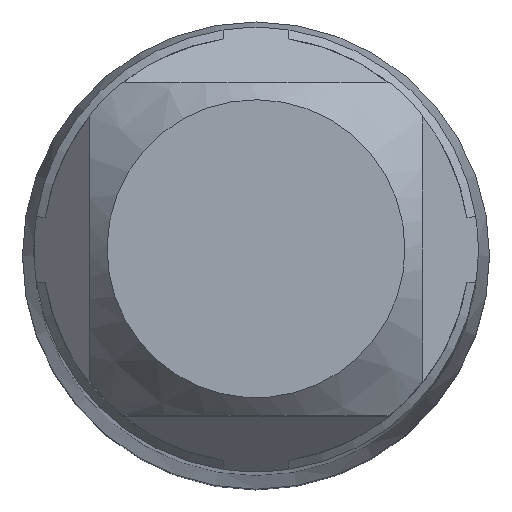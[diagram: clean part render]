
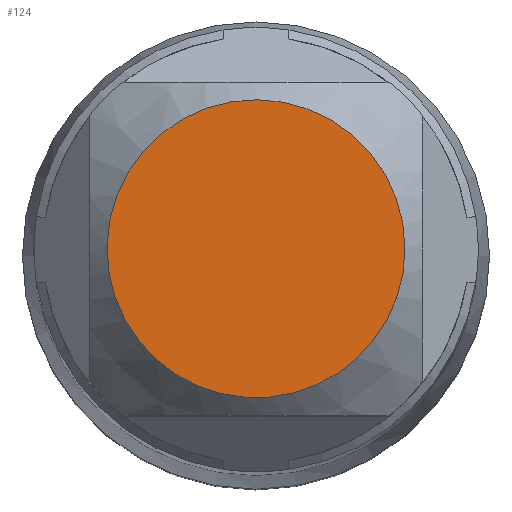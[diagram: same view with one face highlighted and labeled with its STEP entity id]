
A CAD part, top view. The second image highlights one B-rep face of the part: STEP entity #124.
In plain terms, the highlighted planar face has unit normal (0, 0, 1).
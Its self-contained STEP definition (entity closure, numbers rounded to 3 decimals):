
#42=PLANE('',#563);
#64=FACE_OUTER_BOUND('',#200,.T.);
#124=ADVANCED_FACE('',(#64),#42,.F.);
#200=EDGE_LOOP('',(#286));
#286=ORIENTED_EDGE('',*,*,#388,.T.);
#345=VERTEX_POINT('',#778);
#388=EDGE_CURVE('',#345,#345,#443,.T.);
#443=CIRCLE('',#527,3.245);
#527=AXIS2_PLACEMENT_3D('',#777,#610,#611);
#563=AXIS2_PLACEMENT_3D('',#907,#690,#691);
#610=DIRECTION('',(0.,0.,1.));
#611=DIRECTION('',(1.,0.,0.));
#690=DIRECTION('',(0.,0.,-1.));
#691=DIRECTION('',(-1.,0.,0.));
#777=CARTESIAN_POINT('',(0.,0.,0.));
#778=CARTESIAN_POINT('',(3.245,0.,0.));
#907=CARTESIAN_POINT('',(5.039,0.,0.));
